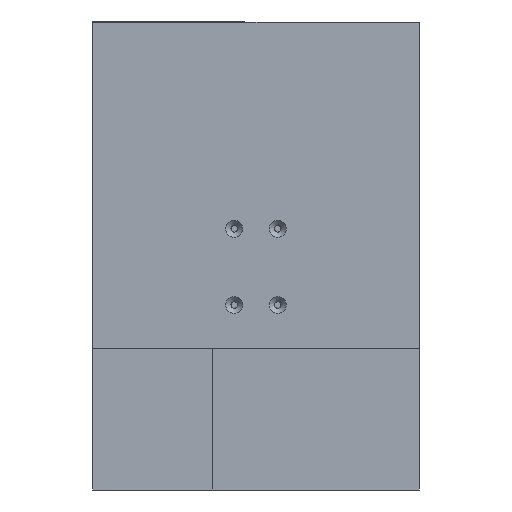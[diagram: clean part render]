
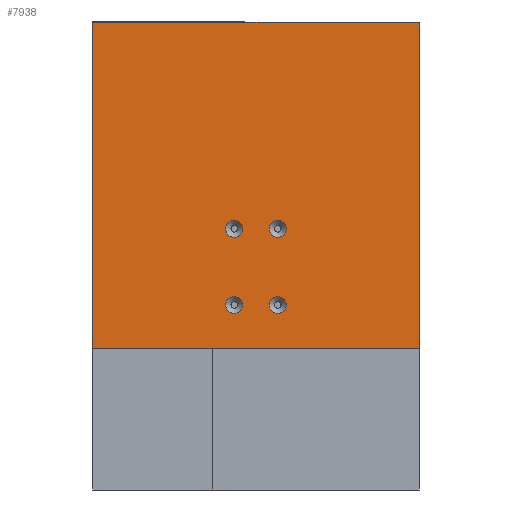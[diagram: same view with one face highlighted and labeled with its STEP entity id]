
A CAD part, front view. The second image highlights one B-rep face of the part: STEP entity #7938.
In plain terms, the highlighted planar face has unit normal (0, -1, 0).
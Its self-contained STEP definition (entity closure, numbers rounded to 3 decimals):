
#96=FACE_BOUND('',#2683,.T.);
#97=FACE_BOUND('',#2684,.T.);
#98=FACE_BOUND('',#2685,.T.);
#99=FACE_BOUND('',#2686,.T.);
#334=LINE('',#11835,#1261);
#335=LINE('',#11837,#1262);
#336=LINE('',#11839,#1263);
#337=LINE('',#11840,#1264);
#1261=VECTOR('',#9524,10.);
#1262=VECTOR('',#9525,10.);
#1263=VECTOR('',#9526,10.);
#1264=VECTOR('',#9527,10.);
#2210=FACE_OUTER_BOUND('',#2682,.T.);
#2682=EDGE_LOOP('',(#5564,#5565,#5566,#5567));
#2683=EDGE_LOOP('',(#5568));
#2684=EDGE_LOOP('',(#5569));
#2685=EDGE_LOOP('',(#5570));
#2686=EDGE_LOOP('',(#5571));
#3188=CIRCLE('',#8562,3.85);
#3191=CIRCLE('',#8566,3.85);
#3192=CIRCLE('',#8567,3.85);
#3193=CIRCLE('',#8568,3.85);
#3481=VERTEX_POINT('',#11825);
#3484=VERTEX_POINT('',#11833);
#3485=VERTEX_POINT('',#11834);
#3486=VERTEX_POINT('',#11836);
#3487=VERTEX_POINT('',#11838);
#3488=VERTEX_POINT('',#11841);
#3489=VERTEX_POINT('',#11843);
#3490=VERTEX_POINT('',#11845);
#4289=EDGE_CURVE('',#3481,#3481,#3188,.T.);
#4293=EDGE_CURVE('',#3484,#3485,#334,.T.);
#4294=EDGE_CURVE('',#3485,#3486,#335,.T.);
#4295=EDGE_CURVE('',#3486,#3487,#336,.T.);
#4296=EDGE_CURVE('',#3487,#3484,#337,.T.);
#4297=EDGE_CURVE('',#3488,#3488,#3191,.T.);
#4298=EDGE_CURVE('',#3489,#3489,#3192,.T.);
#4299=EDGE_CURVE('',#3490,#3490,#3193,.T.);
#5564=ORIENTED_EDGE('',*,*,#4293,.T.);
#5565=ORIENTED_EDGE('',*,*,#4294,.T.);
#5566=ORIENTED_EDGE('',*,*,#4295,.T.);
#5567=ORIENTED_EDGE('',*,*,#4296,.T.);
#5568=ORIENTED_EDGE('',*,*,#4297,.F.);
#5569=ORIENTED_EDGE('',*,*,#4298,.F.);
#5570=ORIENTED_EDGE('',*,*,#4299,.F.);
#5571=ORIENTED_EDGE('',*,*,#4289,.F.);
#7561=PLANE('',#8565);
#7938=ADVANCED_FACE('',(#2210,#96,#97,#98,#99),#7561,.T.);
#8562=AXIS2_PLACEMENT_3D('',#11826,#9515,#9516);
#8565=AXIS2_PLACEMENT_3D('',#11832,#9522,#9523);
#8566=AXIS2_PLACEMENT_3D('',#11842,#9528,#9529);
#8567=AXIS2_PLACEMENT_3D('',#11844,#9530,#9531);
#8568=AXIS2_PLACEMENT_3D('',#11846,#9532,#9533);
#9515=DIRECTION('center_axis',(0.,-1.,0.));
#9516=DIRECTION('ref_axis',(0.,0.,-1.));
#9522=DIRECTION('center_axis',(0.,-1.,0.));
#9523=DIRECTION('ref_axis',(0.,0.,-1.));
#9524=DIRECTION('',(-1.,0.,0.));
#9525=DIRECTION('',(0.,0.,-1.));
#9526=DIRECTION('',(1.,0.,0.));
#9527=DIRECTION('',(0.,0.,1.));
#9528=DIRECTION('center_axis',(0.,-1.,0.));
#9529=DIRECTION('ref_axis',(0.,0.,-1.));
#9530=DIRECTION('center_axis',(0.,-1.,0.));
#9531=DIRECTION('ref_axis',(0.,0.,-1.));
#9532=DIRECTION('center_axis',(0.,-1.,0.));
#9533=DIRECTION('ref_axis',(0.,0.,-1.));
#11825=CARTESIAN_POINT('',(65.,-4.,108.85));
#11826=CARTESIAN_POINT('Origin',(65.,-4.,105.));
#11832=CARTESIAN_POINT('Origin',(75.,-4.,125.));
#11833=CARTESIAN_POINT('',(150.,-4.,200.));
#11834=CARTESIAN_POINT('',(0.,-4.,200.));
#11835=CARTESIAN_POINT('',(150.,-4.,200.));
#11836=CARTESIAN_POINT('',(0.,-4.,50.));
#11837=CARTESIAN_POINT('',(0.,-4.,200.));
#11838=CARTESIAN_POINT('',(150.,-4.,50.));
#11839=CARTESIAN_POINT('',(0.,-4.,50.));
#11840=CARTESIAN_POINT('',(150.,-4.,50.));
#11841=CARTESIAN_POINT('',(85.,-4.,108.85));
#11842=CARTESIAN_POINT('Origin',(85.,-4.,105.));
#11843=CARTESIAN_POINT('',(65.,-4.,73.85));
#11844=CARTESIAN_POINT('Origin',(65.,-4.,70.));
#11845=CARTESIAN_POINT('',(85.,-4.,73.85));
#11846=CARTESIAN_POINT('Origin',(85.,-4.,70.));
